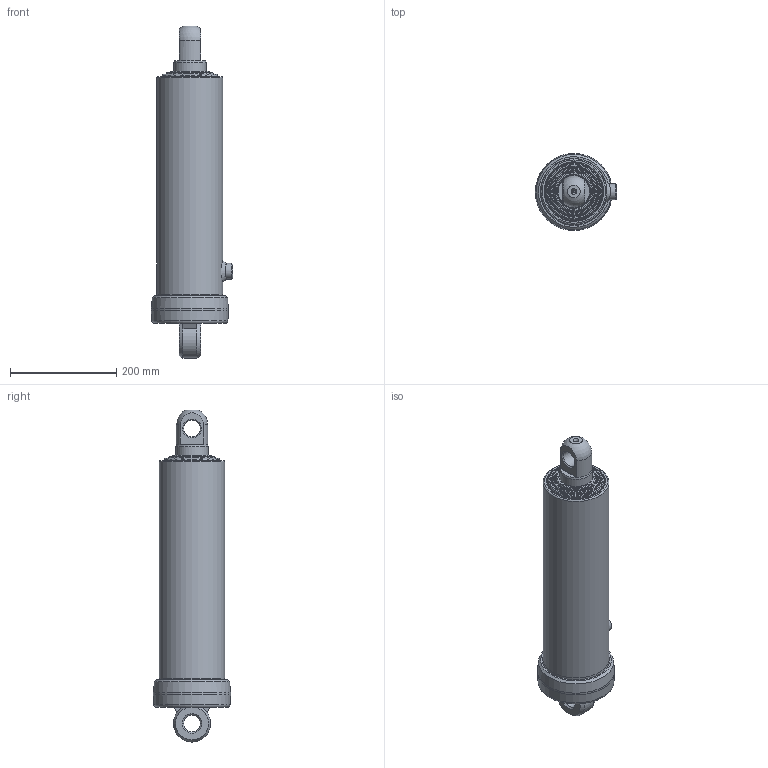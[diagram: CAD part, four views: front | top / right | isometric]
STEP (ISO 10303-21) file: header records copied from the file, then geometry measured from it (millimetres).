
FILE_DESCRIPTION(/* description */ ('Unknown'),/* implementation_level */ '2;1');
FILE_NAME(/* name */ 'N44',/* time_stamp */ '2020-10-06T15:09:17+02:00',/* author */ ('Unknown'),/* organization */ ('Unknown'),/* preprocessor_version */ 'ST-DEVELOPER v16.7',/* originating_system */ 'DEX',/* authorisation */ $);
FILE_SCHEMA (('AUTOMOTIVE_DESIGN {1 0 10303 214 3 1 1}'));
Length unit declared in the file: millimetre
Products named in the file (23): N44; 13323; 13323_oa_0; 3045; 13323_314_322_Saldatura d'angolo 1_oa_1; 4177; 3967-PAR091; 4176; 14689; 2274-TGH076; 14517; 2272-TGH061; 3084; 3969-PAR107; 3216; N44_561_559_Saldatura d'angolo 1_oa_2; 2277-TGH107; 2276-TGH091; 3965-PAR076; 3963-PAR061; ANF070X4 2232; ANF088X4 2234; ANF102X4 2235
Assembly tree (20 placements, depth 3):
  N44
    13323
      13323_oa_0
      3045
    4177
    3967-PAR091
    4176
    14689
    2274-TGH076
    14517
    2272-TGH061
    3084
    3969-PAR107
    3216
    2277-TGH107
    2276-TGH091
    3965-PAR076
    3963-PAR061
    ANF070X4 2232
    ANF088X4 2234
    ANF102X4 2235
  13323_314_322_Saldatura d'angolo 1_oa_1
  N44_561_559_Saldatura d'angolo 1_oa_2
Bounding box: 153 x 145 x 624 mm (x, y, z)
Volume: 5033256.4 mm3; surface area: 1350203.6 mm2
Topology: 22 solids, 22 shells, 626 faces, 1525 edges, 974 vertices
Faces by surface type: cylinder 215, plane 214, cone 117, torus 75, bspline 4, sphere 1
Full cylindrical faces by diameter (mm): 5 x3, 15 x1, 18.631 x1, 20 x1, 30 x1, 31 x2, 60 x1, 61 x3, 61.1 x1, 61.2 x1, 61.355 x1, 62 x2, 64.1 x1, 65.8 x1, 66 x2, 67.2 x2, 69 x1, 69.1 x1, 75 x1, 76 x1, 76.05 x2, 76.2 x1, 76.355 x1, 76.8 x1, 77 x2, 79.1 x1, 80.8 x1, 81 x2, 82.2 x2, 84 x2
Entity records: 18751 total; most frequent: CARTESIAN_POINT 4035, DIRECTION 3272, ORIENTED_EDGE 2450, AXIS2_PLACEMENT_3D 1484, EDGE_CURVE 1225, FACE_BOUND 935, EDGE_LOOP 933, VERTEX_POINT 918
